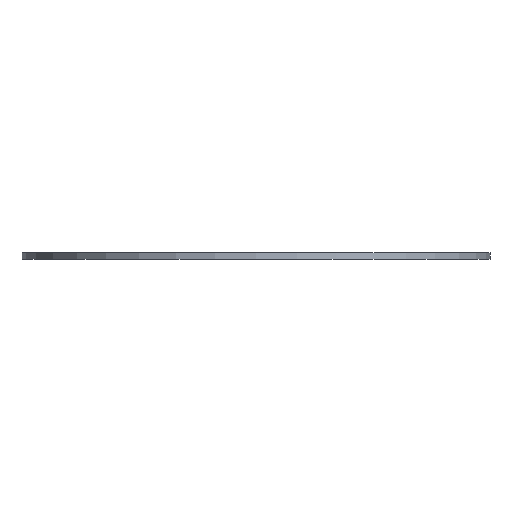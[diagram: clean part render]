
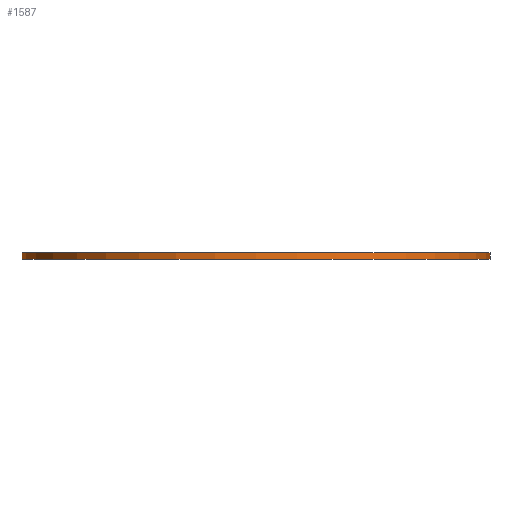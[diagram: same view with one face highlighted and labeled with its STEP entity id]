
A CAD part, front view. The second image highlights one B-rep face of the part: STEP entity #1587.
In plain terms, the highlighted cylindrical face has radius 137.5 mm (diameter 275 mm), a full revolution.
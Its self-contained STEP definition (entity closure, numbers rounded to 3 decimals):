
#52 = FACE_OUTER_BOUND ( 'NONE', #596, .T. ) ;
#93 = DIRECTION ( 'NONE',  ( 1., 0., 0. ) ) ;
#133 = CARTESIAN_POINT ( 'NONE',  ( 0., 0., -4. ) ) ;
#590 = AXIS2_PLACEMENT_3D ( 'NONE', #133, #909, #1383 ) ;
#596 = EDGE_LOOP ( 'NONE', ( #791 ) ) ;
#656 = FACE_OUTER_BOUND ( 'NONE', #1491, .T. ) ;
#709 = CYLINDRICAL_SURFACE ( 'NONE', #1027, 137.5 ) ;
#718 = CARTESIAN_POINT ( 'NONE',  ( 137.5, 0., -4. ) ) ;
#791 = ORIENTED_EDGE ( 'NONE', *, *, #1076, .T. ) ;
#804 = DIRECTION ( 'NONE',  ( 1., 0., 0. ) ) ;
#909 = DIRECTION ( 'NONE',  ( 0., 0., 1. ) ) ;
#1027 = AXIS2_PLACEMENT_3D ( 'NONE', #1869, #1288, #804 ) ;
#1040 = CARTESIAN_POINT ( 'NONE',  ( 137.5, 0., 0. ) ) ;
#1076 = EDGE_CURVE ( 'NONE', #1325, #1325, #1268, .T. ) ;
#1268 = CIRCLE ( 'NONE', #590, 137.5 ) ;
#1288 = DIRECTION ( 'NONE',  ( 0., 0., 1. ) ) ;
#1301 = CIRCLE ( 'NONE', #1655, 137.5 ) ;
#1325 = VERTEX_POINT ( 'NONE', #718 ) ;
#1343 = CARTESIAN_POINT ( 'NONE',  ( 0., 0., 0. ) ) ;
#1383 = DIRECTION ( 'NONE',  ( 1., 0., 0. ) ) ;
#1491 = EDGE_LOOP ( 'NONE', ( #1656 ) ) ;
#1587 = ADVANCED_FACE ( 'NONE', ( #52, #656 ), #709, .T. ) ;
#1655 = AXIS2_PLACEMENT_3D ( 'NONE', #1343, #1808, #93 ) ;
#1656 = ORIENTED_EDGE ( 'NONE', *, *, #1907, .F. ) ;
#1808 = DIRECTION ( 'NONE',  ( 0., 0., 1. ) ) ;
#1869 = CARTESIAN_POINT ( 'NONE',  ( 0., 0., -4. ) ) ;
#1870 = VERTEX_POINT ( 'NONE', #1040 ) ;
#1907 = EDGE_CURVE ( 'NONE', #1870, #1870, #1301, .T. ) ;
